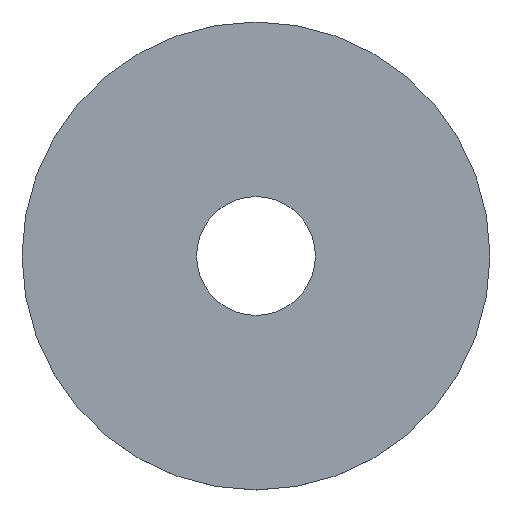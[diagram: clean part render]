
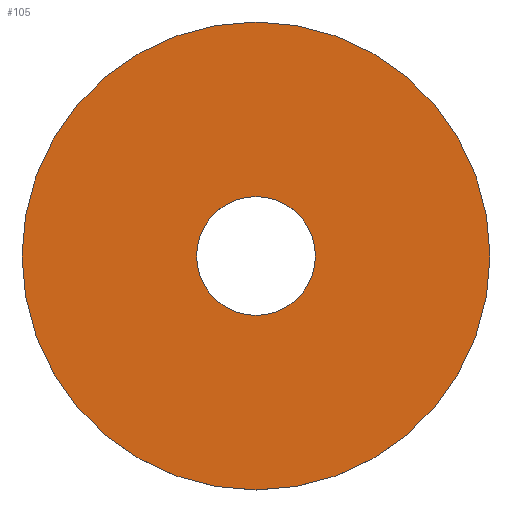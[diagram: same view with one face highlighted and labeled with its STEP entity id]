
A CAD part, top view. The second image highlights one B-rep face of the part: STEP entity #105.
In plain terms, the highlighted planar face has unit normal (0, 0, 1).
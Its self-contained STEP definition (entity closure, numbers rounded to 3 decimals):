
#2 = CIRCLE ( 'NONE', #83, 31.5 ) ;
#6 = EDGE_LOOP ( 'NONE', ( #79 ) ) ;
#12 = CARTESIAN_POINT ( 'NONE',  ( 0., 31.5, 2. ) ) ;
#26 = PLANE ( 'NONE',  #49 ) ;
#28 = EDGE_CURVE ( 'NONE', #148, #148, #2, .T. ) ;
#47 = DIRECTION ( 'NONE',  ( 0., 1., 0. ) ) ;
#49 = AXIS2_PLACEMENT_3D ( 'NONE', #72, #57, #166 ) ;
#57 = DIRECTION ( 'NONE',  ( 0., 0., 1. ) ) ;
#59 = EDGE_CURVE ( 'NONE', #137, #137, #117, .T. ) ;
#67 = EDGE_LOOP ( 'NONE', ( #129 ) ) ;
#72 = CARTESIAN_POINT ( 'NONE',  ( 0., 8., 2. ) ) ;
#79 = ORIENTED_EDGE ( 'NONE', *, *, #28, .F. ) ;
#83 = AXIS2_PLACEMENT_3D ( 'NONE', #149, #133, #146 ) ;
#94 = AXIS2_PLACEMENT_3D ( 'NONE', #163, #144, #47 ) ;
#105 = ADVANCED_FACE ( 'NONE', ( #116, #139 ), #26, .T. ) ;
#116 = FACE_BOUND ( 'NONE', #67, .T. ) ;
#117 = CIRCLE ( 'NONE', #94, 8. ) ;
#129 = ORIENTED_EDGE ( 'NONE', *, *, #59, .T. ) ;
#133 = DIRECTION ( 'NONE',  ( 0., 0., -1. ) ) ;
#137 = VERTEX_POINT ( 'NONE', #147 ) ;
#139 = FACE_OUTER_BOUND ( 'NONE', #6, .T. ) ;
#144 = DIRECTION ( 'NONE',  ( 0., 0., -1. ) ) ;
#146 = DIRECTION ( 'NONE',  ( 0., 1., 0. ) ) ;
#147 = CARTESIAN_POINT ( 'NONE',  ( 0., 8., 2. ) ) ;
#148 = VERTEX_POINT ( 'NONE', #12 ) ;
#149 = CARTESIAN_POINT ( 'NONE',  ( 0., 0., 2. ) ) ;
#163 = CARTESIAN_POINT ( 'NONE',  ( 0., 0., 2. ) ) ;
#166 = DIRECTION ( 'NONE',  ( 0., -1., 0. ) ) ;
